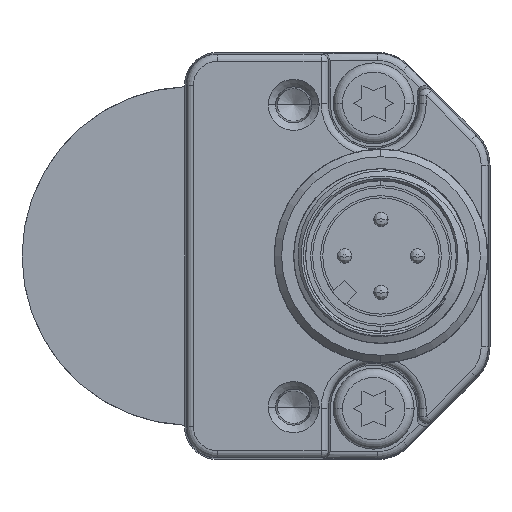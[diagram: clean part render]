
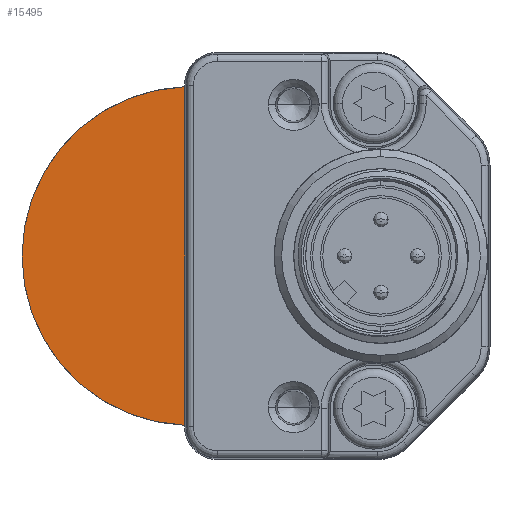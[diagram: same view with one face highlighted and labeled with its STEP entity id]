
A CAD part, left-side view. The second image highlights one B-rep face of the part: STEP entity #15495.
In plain terms, the highlighted planar face has unit normal (-1, 0, 0).
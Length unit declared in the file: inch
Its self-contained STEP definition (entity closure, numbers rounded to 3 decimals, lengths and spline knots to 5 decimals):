
#712=DIRECTION('',(0.,0.,1.));
#713=VECTOR('',#712,0.91659);
#714=CARTESIAN_POINT('',(0.,0.82677,-0.4583));
#715=LINE('',#714,#713);
#716=CARTESIAN_POINT('',(0.,0.80846,0.));
#717=DIRECTION('',(-1.,0.,0.));
#718=DIRECTION('',(0.,0.04,0.999));
#719=AXIS2_PLACEMENT_3D('',#716,#717,#718);
#13494=CARTESIAN_POINT('',(0.,0.82677,-0.4583));
#13495=CARTESIAN_POINT('',(0.,0.82677,0.4583));
#13496=VERTEX_POINT('',#13494);
#13497=VERTEX_POINT('',#13495);
#15485=CARTESIAN_POINT('',(0.,0.74941,0.));
#15486=DIRECTION('',(-1.,0.,0.));
#15487=DIRECTION('',(0.,0.,1.));
#15488=AXIS2_PLACEMENT_3D('',#15485,#15486,#15487);
#15489=PLANE('',#15488);
#15491=ORIENTED_EDGE('',*,*,#15490,.F.);
#15492=ORIENTED_EDGE('',*,*,#15473,.F.);
#15493=EDGE_LOOP('',(#15491,#15492));
#15494=FACE_OUTER_BOUND('',#15493,.F.);
#15495=ADVANCED_FACE('',(#15494),#15489,.T.);
#720=CIRCLE('',#719,0.45866);
#15473=EDGE_CURVE('',#13497,#13496,#720,.T.);
#15490=EDGE_CURVE('',#13496,#13497,#715,.T.);
